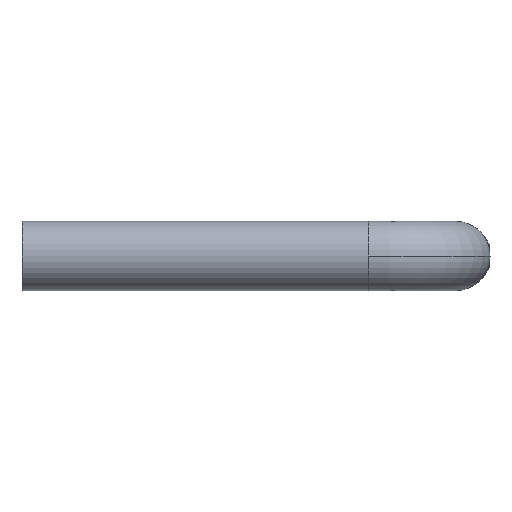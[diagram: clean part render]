
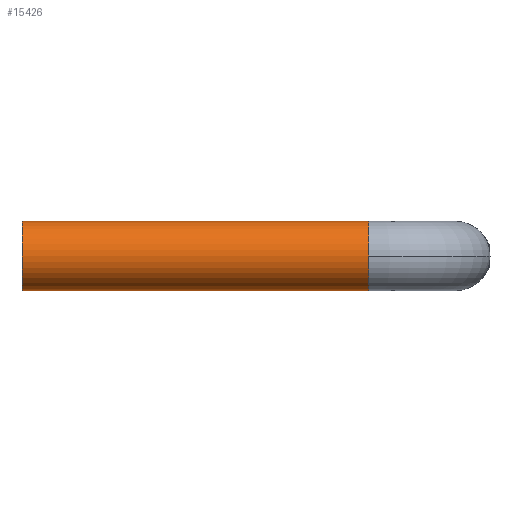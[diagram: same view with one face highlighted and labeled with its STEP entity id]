
A CAD part, front view. The second image highlights one B-rep face of the part: STEP entity #15426.
In plain terms, the highlighted cylindrical face has radius 6 mm (diameter 12 mm), a partial arc.
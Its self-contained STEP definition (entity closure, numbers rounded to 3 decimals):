
#728 = VERTEX_POINT ( 'NONE', #6226 ) ;
#734 = VERTEX_POINT ( 'NONE', #1536 ) ;
#866 = CARTESIAN_POINT ( 'NONE',  ( 0., 0., 0. ) ) ;
#986 = DIRECTION ( 'NONE',  ( -1., 0., 0. ) ) ;
#1536 = CARTESIAN_POINT ( 'NONE',  ( 60., -6., 0. ) ) ;
#1686 = ORIENTED_EDGE ( 'NONE', *, *, #6777, .F. ) ;
#1745 = DIRECTION ( 'NONE',  ( -1., 0., 0. ) ) ;
#2210 = DIRECTION ( 'NONE',  ( 0., 0., 1. ) ) ;
#2324 = DIRECTION ( 'NONE',  ( -1., 0., 0. ) ) ;
#2498 = LINE ( 'NONE', #5187, #9765 ) ;
#2894 = FACE_OUTER_BOUND ( 'NONE', #8557, .T. ) ;
#3204 = CARTESIAN_POINT ( 'NONE',  ( 60., 0., 0. ) ) ;
#3252 = AXIS2_PLACEMENT_3D ( 'NONE', #3297, #986, #2210 ) ;
#3297 = CARTESIAN_POINT ( 'NONE',  ( 60., 0., 0. ) ) ;
#4427 = EDGE_CURVE ( 'NONE', #728, #4839, #5043, .T. ) ;
#4839 = VERTEX_POINT ( 'NONE', #14091 ) ;
#5043 = CIRCLE ( 'NONE', #11144, 6. ) ;
#5187 = CARTESIAN_POINT ( 'NONE',  ( 60., 0., -6. ) ) ;
#5537 = LINE ( 'NONE', #15442, #12247 ) ;
#5609 = ORIENTED_EDGE ( 'NONE', *, *, #4427, .T. ) ;
#6035 = DIRECTION ( 'NONE',  ( 1., 0., 0. ) ) ;
#6226 = CARTESIAN_POINT ( 'NONE',  ( 0., 0., 6. ) ) ;
#6753 = EDGE_CURVE ( 'NONE', #8178, #728, #5537, .T. ) ;
#6777 = EDGE_CURVE ( 'NONE', #734, #11070, #11337, .T. ) ;
#8027 = DIRECTION ( 'NONE',  ( 1., 0., 0. ) ) ;
#8178 = VERTEX_POINT ( 'NONE', #9259 ) ;
#8557 = EDGE_LOOP ( 'NONE', ( #15375, #1686, #10063, #13014, #5609 ) ) ;
#9257 = DIRECTION ( 'NONE',  ( 0., 0., -1. ) ) ;
#9259 = CARTESIAN_POINT ( 'NONE',  ( 60., 0., 6. ) ) ;
#9765 = VECTOR ( 'NONE', #1745, 1000. ) ;
#9926 = AXIS2_PLACEMENT_3D ( 'NONE', #13179, #6035, #10682 ) ;
#10063 = ORIENTED_EDGE ( 'NONE', *, *, #15406, .F. ) ;
#10079 = EDGE_CURVE ( 'NONE', #11070, #4839, #2498, .T. ) ;
#10109 = CARTESIAN_POINT ( 'NONE',  ( 60., 0., -6. ) ) ;
#10682 = DIRECTION ( 'NONE',  ( 0., 0., -1. ) ) ;
#11070 = VERTEX_POINT ( 'NONE', #10109 ) ;
#11144 = AXIS2_PLACEMENT_3D ( 'NONE', #866, #8027, #9257 ) ;
#11337 = CIRCLE ( 'NONE', #9926, 6. ) ;
#11612 = DIRECTION ( 'NONE',  ( 0., 0., -1. ) ) ;
#12060 = CYLINDRICAL_SURFACE ( 'NONE', #3252, 6. ) ;
#12247 = VECTOR ( 'NONE', #2324, 1000. ) ;
#12433 = CIRCLE ( 'NONE', #12846, 6. ) ;
#12846 = AXIS2_PLACEMENT_3D ( 'NONE', #3204, #15334, #11612 ) ;
#13014 = ORIENTED_EDGE ( 'NONE', *, *, #6753, .T. ) ;
#13179 = CARTESIAN_POINT ( 'NONE',  ( 60., 0., 0. ) ) ;
#14091 = CARTESIAN_POINT ( 'NONE',  ( 0., 0., -6. ) ) ;
#15334 = DIRECTION ( 'NONE',  ( 1., 0., 0. ) ) ;
#15375 = ORIENTED_EDGE ( 'NONE', *, *, #10079, .F. ) ;
#15406 = EDGE_CURVE ( 'NONE', #8178, #734, #12433, .T. ) ;
#15426 = ADVANCED_FACE ( 'NONE', ( #2894 ), #12060, .T. ) ;
#15442 = CARTESIAN_POINT ( 'NONE',  ( 60., 0., 6. ) ) ;
